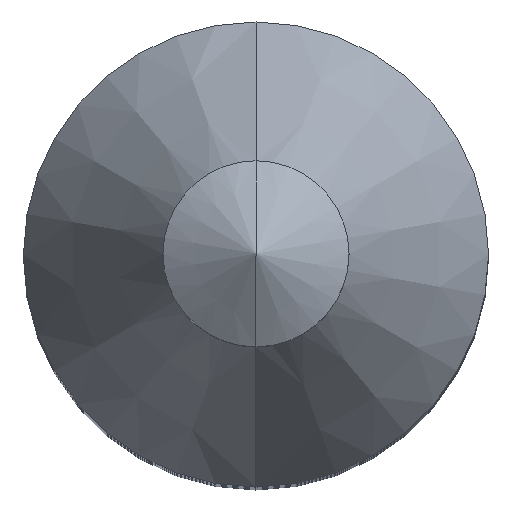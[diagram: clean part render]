
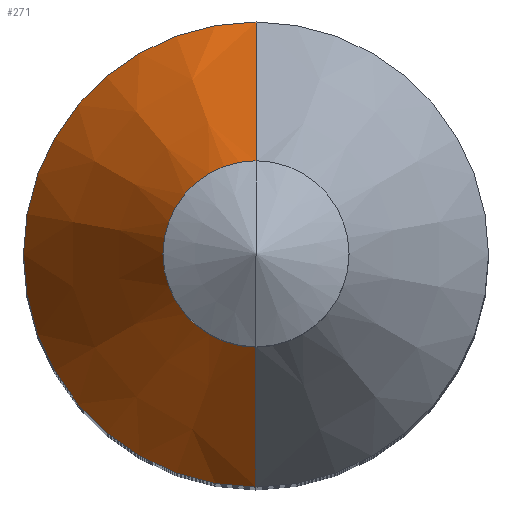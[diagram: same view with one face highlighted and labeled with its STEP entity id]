
A CAD part, top view. The second image highlights one B-rep face of the part: STEP entity #271.
In plain terms, the highlighted conical face has half-angle 30 degrees and reference radius 2 mm.
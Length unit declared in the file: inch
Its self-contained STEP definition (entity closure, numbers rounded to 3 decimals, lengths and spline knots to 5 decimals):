
#7 = AXIS2_PLACEMENT_3D ( 'NONE', #563, #497, #79 ) ;
#23 = DIRECTION ( 'NONE',  ( 0., 0., -1. ) ) ;
#62 = LINE ( 'NONE', #156, #432 ) ;
#74 = CARTESIAN_POINT ( 'NONE',  ( 0., 0., 0.9031 ) ) ;
#79 = DIRECTION ( 'NONE',  ( 0., -1., 0. ) ) ;
#102 = DIRECTION ( 'NONE',  ( 0., -1., 0. ) ) ;
#104 = CARTESIAN_POINT ( 'NONE',  ( 0., -0.19685, 0.69854 ) ) ;
#110 = CARTESIAN_POINT ( 'NONE',  ( 0., 0.19685, 0.69854 ) ) ;
#136 = EDGE_CURVE ( 'NONE', #236, #593, #142, .T. ) ;
#142 = LINE ( 'NONE', #260, #551 ) ;
#156 = CARTESIAN_POINT ( 'NONE',  ( 0., -0.07875, 0.9031 ) ) ;
#163 = ORIENTED_EDGE ( 'NONE', *, *, #553, .F. ) ;
#213 = CIRCLE ( 'NONE', #445, 0.19685 ) ;
#222 = EDGE_LOOP ( 'NONE', ( #650, #691, #459, #163 ) ) ;
#236 = VERTEX_POINT ( 'NONE', #350 ) ;
#260 = CARTESIAN_POINT ( 'NONE',  ( 0., 0.07875, 0.9031 ) ) ;
#271 = ADVANCED_FACE ( 'NONE', ( #558 ), #669, .T. ) ;
#277 = DIRECTION ( 'NONE',  ( 0., -0.5, -0.866 ) ) ;
#321 = VERTEX_POINT ( 'NONE', #672 ) ;
#338 = CIRCLE ( 'NONE', #7, 0.07875 ) ;
#350 = CARTESIAN_POINT ( 'NONE',  ( 0., 0.07875, 0.9031 ) ) ;
#432 = VECTOR ( 'NONE', #277, 39.37008 ) ;
#445 = AXIS2_PLACEMENT_3D ( 'NONE', #649, #549, #102 ) ;
#458 = DIRECTION ( 'NONE',  ( 0., -1., 0. ) ) ;
#459 = ORIENTED_EDGE ( 'NONE', *, *, #510, .T. ) ;
#469 = DIRECTION ( 'NONE',  ( 0., 0.5, -0.866 ) ) ;
#497 = DIRECTION ( 'NONE',  ( 0., 0., 1. ) ) ;
#510 = EDGE_CURVE ( 'NONE', #593, #611, #213, .T. ) ;
#549 = DIRECTION ( 'NONE',  ( 0., 0., 1. ) ) ;
#551 = VECTOR ( 'NONE', #469, 39.37008 ) ;
#553 = EDGE_CURVE ( 'NONE', #321, #611, #62, .T. ) ;
#558 = FACE_OUTER_BOUND ( 'NONE', #222, .T. ) ;
#563 = CARTESIAN_POINT ( 'NONE',  ( 0., 0., 0.9031 ) ) ;
#593 = VERTEX_POINT ( 'NONE', #110 ) ;
#602 = AXIS2_PLACEMENT_3D ( 'NONE', #74, #23, #458 ) ;
#611 = VERTEX_POINT ( 'NONE', #104 ) ;
#649 = CARTESIAN_POINT ( 'NONE',  ( 0., 0., 0.69854 ) ) ;
#650 = ORIENTED_EDGE ( 'NONE', *, *, #683, .F. ) ;
#669 = CONICAL_SURFACE ( 'NONE', #602, 0.07875, 0.524 ) ;
#672 = CARTESIAN_POINT ( 'NONE',  ( 0., -0.07875, 0.9031 ) ) ;
#683 = EDGE_CURVE ( 'NONE', #236, #321, #338, .T. ) ;
#691 = ORIENTED_EDGE ( 'NONE', *, *, #136, .T. ) ;
